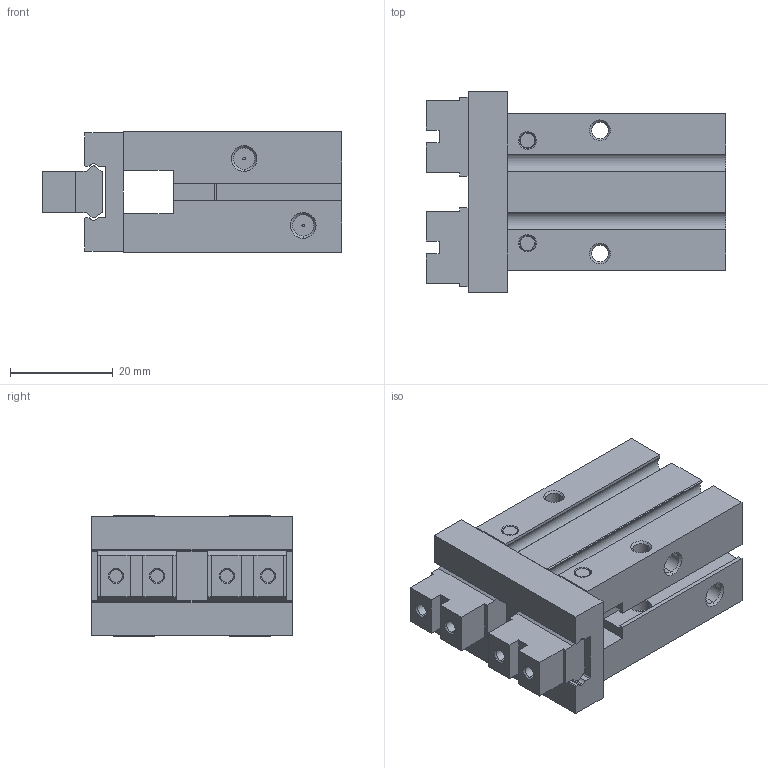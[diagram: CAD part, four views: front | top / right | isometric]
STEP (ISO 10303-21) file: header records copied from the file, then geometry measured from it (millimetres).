
FILE_DESCRIPTION (( 'STEP AP203' ), '1' );
FILE_NAME ('KP16MD-MB.step', '2017-07-18T20:18:16', ( '' ), ( '' ), 'SwSTEP 2.0', 'SolidWorks 2017', '' );
FILE_SCHEMA (( 'CONFIG_CONTROL_DESIGN' ));
Length unit declared in the file: millimetre
Products named in the file (4): KP16MD-MB-1; KP16MD-MB-2; KP16MD-MB-3; KP16MD-MB
Assembly tree (3 placements, depth 2):
  KP16MD-MB
    KP16MD-MB-1
    KP16MD-MB-2
    KP16MD-MB-3
Bounding box: 58.3 x 39 x 23.5 mm (x, y, z)
Volume: 30255.9 mm3; surface area: 13302.3 mm2
Topology: 3 solids, 3 shells, 244 faces, 612 edges, 390 vertices
Faces by surface type: plane 124, cylinder 66, cone 54
Entity records: 7798 total; most frequent: CARTESIAN_POINT 1546, ORIENTED_EDGE 1224, DIRECTION 1216, EDGE_CURVE 612, AXIS2_PLACEMENT_3D 452, VERTEX_POINT 390, LINE 312, VECTOR 312
